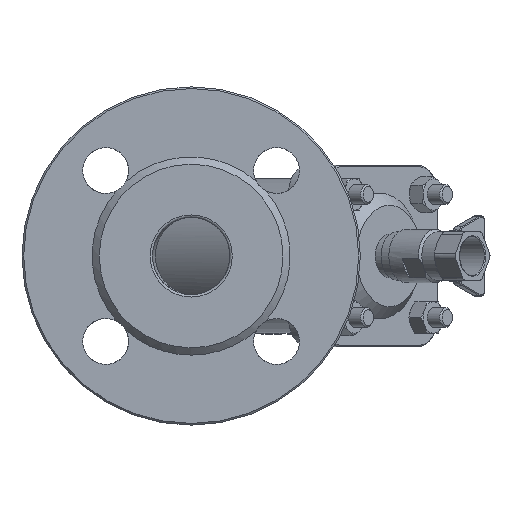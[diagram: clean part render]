
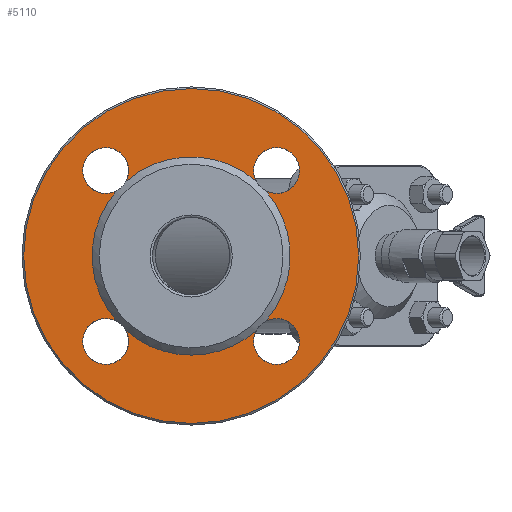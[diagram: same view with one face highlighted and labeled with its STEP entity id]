
A CAD part, left-side view. The second image highlights one B-rep face of the part: STEP entity #5110.
In plain terms, the highlighted planar face has unit normal (-1, 0, 0).
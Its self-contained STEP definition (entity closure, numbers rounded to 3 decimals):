
#168=PLANE('',#5605);
#285=FACE_BOUND('',#904,.T.);
#583=FACE_OUTER_BOUND('',#903,.T.);
#903=EDGE_LOOP('',(#3572));
#904=EDGE_LOOP('',(#3573,#3574,#3575,#3576,#3577,#3578,#3579,#3580,#3581,
#3582,#3583,#3584,#3585));
#1254=CIRCLE('',#5559,41.);
#1255=CIRCLE('',#5560,41.);
#1256=CIRCLE('',#5561,41.);
#1257=CIRCLE('',#5562,41.);
#1258=CIRCLE('',#5563,41.);
#1283=CIRCLE('',#5604,69.3);
#1284=CIRCLE('',#5606,9.5);
#1285=CIRCLE('',#5607,9.5);
#1286=CIRCLE('',#5608,9.5);
#1287=CIRCLE('',#5609,9.5);
#1288=CIRCLE('',#5610,9.5);
#1289=CIRCLE('',#5611,9.5);
#1290=CIRCLE('',#5612,9.5);
#1291=CIRCLE('',#5613,9.5);
#2120=VERTEX_POINT('',#8826);
#2121=VERTEX_POINT('',#8827);
#2122=VERTEX_POINT('',#8834);
#2123=VERTEX_POINT('',#8837);
#2124=VERTEX_POINT('',#8839);
#2125=VERTEX_POINT('',#8846);
#2126=VERTEX_POINT('',#8848);
#2127=VERTEX_POINT('',#8855);
#2128=VERTEX_POINT('',#8857);
#2157=VERTEX_POINT('',#8968);
#2158=VERTEX_POINT('',#8972);
#2159=VERTEX_POINT('',#8975);
#2160=VERTEX_POINT('',#8978);
#2161=VERTEX_POINT('',#8981);
#2635=EDGE_CURVE('',#2120,#2122,#1254,.T.);
#2637=EDGE_CURVE('',#2122,#2123,#1255,.T.);
#2639=EDGE_CURVE('',#2124,#2125,#1256,.T.);
#2641=EDGE_CURVE('',#2126,#2127,#1257,.T.);
#2643=EDGE_CURVE('',#2128,#2121,#1258,.T.);
#2683=EDGE_CURVE('',#2157,#2157,#1283,.T.);
#2685=EDGE_CURVE('',#2128,#2158,#1284,.T.);
#2686=EDGE_CURVE('',#2158,#2127,#1285,.T.);
#2687=EDGE_CURVE('',#2126,#2159,#1286,.T.);
#2688=EDGE_CURVE('',#2159,#2125,#1287,.T.);
#2689=EDGE_CURVE('',#2124,#2160,#1288,.T.);
#2690=EDGE_CURVE('',#2160,#2123,#1289,.T.);
#2691=EDGE_CURVE('',#2120,#2161,#1290,.T.);
#2692=EDGE_CURVE('',#2161,#2121,#1291,.T.);
#3572=ORIENTED_EDGE('',*,*,#2683,.F.);
#3573=ORIENTED_EDGE('',*,*,#2643,.F.);
#3574=ORIENTED_EDGE('',*,*,#2685,.T.);
#3575=ORIENTED_EDGE('',*,*,#2686,.T.);
#3576=ORIENTED_EDGE('',*,*,#2641,.F.);
#3577=ORIENTED_EDGE('',*,*,#2687,.T.);
#3578=ORIENTED_EDGE('',*,*,#2688,.T.);
#3579=ORIENTED_EDGE('',*,*,#2639,.F.);
#3580=ORIENTED_EDGE('',*,*,#2689,.T.);
#3581=ORIENTED_EDGE('',*,*,#2690,.T.);
#3582=ORIENTED_EDGE('',*,*,#2637,.F.);
#3583=ORIENTED_EDGE('',*,*,#2635,.F.);
#3584=ORIENTED_EDGE('',*,*,#2691,.T.);
#3585=ORIENTED_EDGE('',*,*,#2692,.T.);
#5110=ADVANCED_FACE('',(#583,#285),#168,.F.);
#5559=AXIS2_PLACEMENT_3D('',#8835,#6311,#6312);
#5560=AXIS2_PLACEMENT_3D('',#8838,#6314,#6315);
#5561=AXIS2_PLACEMENT_3D('',#8847,#6316,#6317);
#5562=AXIS2_PLACEMENT_3D('',#8856,#6318,#6319);
#5563=AXIS2_PLACEMENT_3D('',#8864,#6320,#6321);
#5604=AXIS2_PLACEMENT_3D('',#8969,#6413,#6414);
#5605=AXIS2_PLACEMENT_3D('',#8971,#6416,#6417);
#5606=AXIS2_PLACEMENT_3D('',#8973,#6418,#6419);
#5607=AXIS2_PLACEMENT_3D('',#8974,#6420,#6421);
#5608=AXIS2_PLACEMENT_3D('',#8976,#6422,#6423);
#5609=AXIS2_PLACEMENT_3D('',#8977,#6424,#6425);
#5610=AXIS2_PLACEMENT_3D('',#8979,#6426,#6427);
#5611=AXIS2_PLACEMENT_3D('',#8980,#6428,#6429);
#5612=AXIS2_PLACEMENT_3D('',#8982,#6430,#6431);
#5613=AXIS2_PLACEMENT_3D('',#8983,#6432,#6433);
#6311=DIRECTION('center_axis',(-1.,0.,0.));
#6312=DIRECTION('ref_axis',(0.,0.,1.));
#6314=DIRECTION('center_axis',(-1.,0.,0.));
#6315=DIRECTION('ref_axis',(0.,0.,1.));
#6316=DIRECTION('center_axis',(-1.,0.,0.));
#6317=DIRECTION('ref_axis',(0.,0.,1.));
#6318=DIRECTION('center_axis',(-1.,0.,0.));
#6319=DIRECTION('ref_axis',(0.,0.,1.));
#6320=DIRECTION('center_axis',(-1.,0.,0.));
#6321=DIRECTION('ref_axis',(0.,0.,1.));
#6413=DIRECTION('center_axis',(1.,0.,0.));
#6414=DIRECTION('ref_axis',(0.,1.,0.));
#6416=DIRECTION('center_axis',(1.,0.,0.));
#6417=DIRECTION('ref_axis',(0.,0.,-1.));
#6418=DIRECTION('center_axis',(1.,0.,0.));
#6419=DIRECTION('ref_axis',(0.,-1.,0.));
#6420=DIRECTION('center_axis',(1.,0.,0.));
#6421=DIRECTION('ref_axis',(0.,-1.,0.));
#6422=DIRECTION('center_axis',(1.,0.,0.));
#6423=DIRECTION('ref_axis',(0.,-1.,0.));
#6424=DIRECTION('center_axis',(1.,0.,0.));
#6425=DIRECTION('ref_axis',(0.,-1.,0.));
#6426=DIRECTION('center_axis',(1.,0.,0.));
#6427=DIRECTION('ref_axis',(0.,-1.,0.));
#6428=DIRECTION('center_axis',(1.,0.,0.));
#6429=DIRECTION('ref_axis',(0.,-1.,0.));
#6430=DIRECTION('center_axis',(1.,0.,0.));
#6431=DIRECTION('ref_axis',(0.,-1.,0.));
#6432=DIRECTION('center_axis',(1.,0.,0.));
#6433=DIRECTION('ref_axis',(0.,-1.,0.));
#8826=CARTESIAN_POINT('',(-159.,26.98,-30.872));
#8827=CARTESIAN_POINT('',(-159.,30.872,-26.98));
#8834=CARTESIAN_POINT('',(-159.,0.,-41.));
#8835=CARTESIAN_POINT('Origin',(-159.,0.,0.));
#8837=CARTESIAN_POINT('',(-159.,-26.98,-30.872));
#8838=CARTESIAN_POINT('Origin',(-159.,0.,0.));
#8839=CARTESIAN_POINT('',(-159.,-30.872,-26.98));
#8846=CARTESIAN_POINT('',(-159.,-30.872,26.98));
#8847=CARTESIAN_POINT('Origin',(-159.,0.,0.));
#8848=CARTESIAN_POINT('',(-159.,-26.98,30.872));
#8855=CARTESIAN_POINT('',(-159.,26.98,30.872));
#8856=CARTESIAN_POINT('Origin',(-159.,0.,0.));
#8857=CARTESIAN_POINT('',(-159.,30.872,26.98));
#8864=CARTESIAN_POINT('Origin',(-159.,0.,0.));
#8968=CARTESIAN_POINT('',(-159.,-69.3,0.));
#8969=CARTESIAN_POINT('Origin',(-159.,0.,0.));
#8971=CARTESIAN_POINT('Origin',(-159.,0.,0.));
#8972=CARTESIAN_POINT('',(-159.,44.855,35.355));
#8973=CARTESIAN_POINT('Origin',(-159.,35.355,35.355));
#8974=CARTESIAN_POINT('Origin',(-159.,35.355,35.355));
#8975=CARTESIAN_POINT('',(-159.,-25.855,35.355));
#8976=CARTESIAN_POINT('Origin',(-159.,-35.355,35.355));
#8977=CARTESIAN_POINT('Origin',(-159.,-35.355,35.355));
#8978=CARTESIAN_POINT('',(-159.,-25.855,-35.355));
#8979=CARTESIAN_POINT('Origin',(-159.,-35.355,-35.355));
#8980=CARTESIAN_POINT('Origin',(-159.,-35.355,-35.355));
#8981=CARTESIAN_POINT('',(-159.,44.855,-35.355));
#8982=CARTESIAN_POINT('Origin',(-159.,35.355,-35.355));
#8983=CARTESIAN_POINT('Origin',(-159.,35.355,-35.355));
